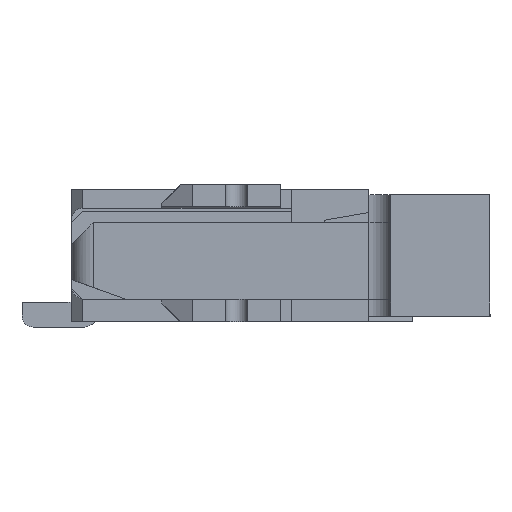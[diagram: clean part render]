
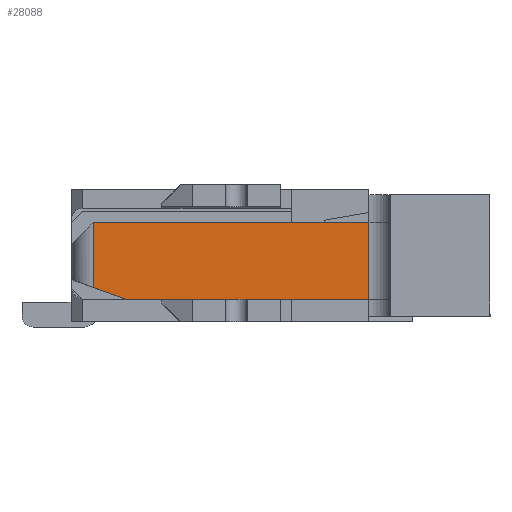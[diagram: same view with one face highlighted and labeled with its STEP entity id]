
A CAD part, left-side view. The second image highlights one B-rep face of the part: STEP entity #28088.
In plain terms, the highlighted planar face has unit normal (-1, 0, 0).
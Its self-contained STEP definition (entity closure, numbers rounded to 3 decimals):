
#8410=ORIENTED_EDGE('',*,*,#12923,.F.);
#8411=ORIENTED_EDGE('',*,*,#12933,.T.);
#8412=ORIENTED_EDGE('',*,*,#12934,.T.);
#8413=ORIENTED_EDGE('',*,*,#12932,.T.);
#8414=ORIENTED_EDGE('',*,*,#12935,.T.);
#12923=EDGE_CURVE('',#15743,#15744,#19355,.T.);
#12932=EDGE_CURVE('',#15747,#15749,#19362,.T.);
#12933=EDGE_CURVE('',#15743,#15750,#19363,.F.);
#12934=EDGE_CURVE('',#15750,#15747,#19364,.T.);
#12935=EDGE_CURVE('',#15749,#15744,#19365,.T.);
#15743=VERTEX_POINT('',#44738);
#15744=VERTEX_POINT('',#44740);
#15747=VERTEX_POINT('',#44751);
#15749=VERTEX_POINT('',#44755);
#15750=VERTEX_POINT('',#44759);
#19355=LINE('',#44739,#23010);
#19362=LINE('',#44756,#23017);
#19363=LINE('',#44758,#23018);
#19364=LINE('',#44760,#23019);
#19365=LINE('',#44761,#23020);
#23010=VECTOR('',#36545,1000.);
#23017=VECTOR('',#36560,1000.);
#23018=VECTOR('',#36563,1000.);
#23019=VECTOR('',#36564,1000.);
#23020=VECTOR('',#36565,1000.);
#24441=EDGE_LOOP('',(#8410,#8411,#8412,#8413,#8414));
#25736=FACE_BOUND('',#24441,.T.);
#26842=PLANE('',#29827);
#28088=ADVANCED_FACE('',(#25736),#26842,.F.);
#29827=AXIS2_PLACEMENT_3D('',#44757,#36561,#36562);
#36545=DIRECTION('',(0.,1.,0.));
#36560=DIRECTION('',(0.,1.,0.));
#36561=DIRECTION('',(1.,0.,0.));
#36562=DIRECTION('',(0.,0.,-1.));
#36563=DIRECTION('',(0.,0.,-1.));
#36564=DIRECTION('',(0.,0.94,0.342));
#36565=DIRECTION('',(0.,0.,-1.));
#44738=CARTESIAN_POINT('',(-12.15,-3.15,-0.3));
#44739=CARTESIAN_POINT('',(-12.15,-3.35,-0.3));
#44740=CARTESIAN_POINT('',(-12.15,-0.65,-0.3));
#44751=CARTESIAN_POINT('',(-12.15,-2.85,0.4));
#44755=CARTESIAN_POINT('',(-12.15,-0.65,0.4));
#44756=CARTESIAN_POINT('',(-12.15,-3.35,0.4));
#44757=CARTESIAN_POINT('',(-12.15,-3.35,0.4));
#44758=CARTESIAN_POINT('',(-12.15,-3.15,0.218));
#44759=CARTESIAN_POINT('',(-12.15,-3.15,0.291));
#44760=CARTESIAN_POINT('',(-12.15,-3.35,0.218));
#44761=CARTESIAN_POINT('',(-12.15,-0.65,0.4));
